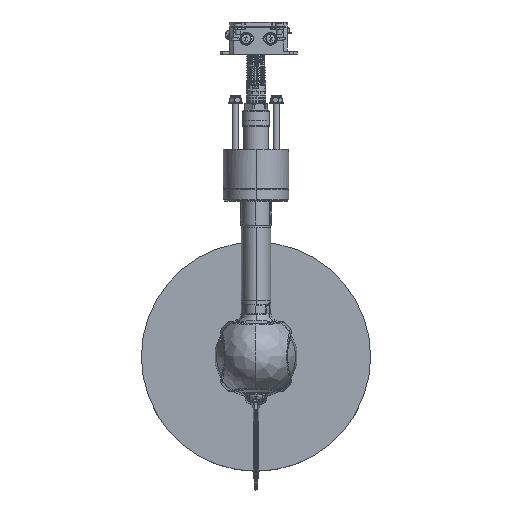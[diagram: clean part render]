
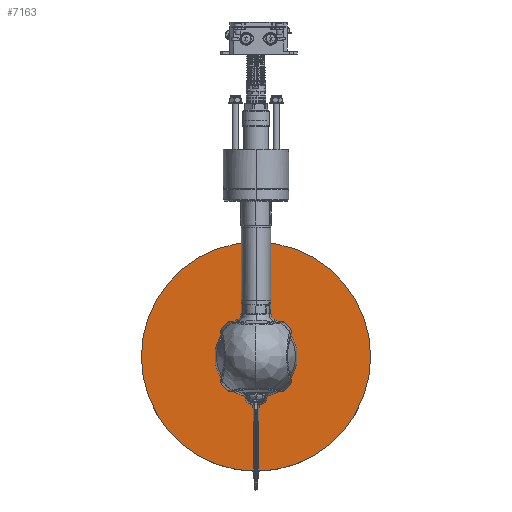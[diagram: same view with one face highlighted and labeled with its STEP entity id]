
A CAD part, top view. The second image highlights one B-rep face of the part: STEP entity #7163.
In plain terms, the highlighted planar face has unit normal (0, 0, 1).
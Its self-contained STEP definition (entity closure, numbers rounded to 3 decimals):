
#1477 = PLANE ( 'NONE',  #53395 ) ;
#4269 = DIRECTION ( 'NONE',  ( 0., 0., -1. ) ) ;
#7163 = ADVANCED_FACE ( 'NONE', ( #92770 ), #1477, .F. ) ;
#8815 = CARTESIAN_POINT ( 'NONE',  ( 0., 139.91, -99.007 ) ) ;
#11240 = DIRECTION ( 'NONE',  ( 0., 1., 0. ) ) ;
#21362 = CIRCLE ( 'NONE', #106261, 140. ) ;
#24571 = VERTEX_POINT ( 'NONE', #8815 ) ;
#27458 = EDGE_CURVE ( 'NONE', #110166, #24571, #30530, .T. ) ;
#30530 = CIRCLE ( 'NONE', #109392, 140. ) ;
#32023 = DIRECTION ( 'NONE',  ( 0., 0., -1. ) ) ;
#38808 = CARTESIAN_POINT ( 'NONE',  ( 0., -140.09, -99.007 ) ) ;
#53395 = AXIS2_PLACEMENT_3D ( 'NONE', #111591, #32023, #11240 ) ;
#56517 = DIRECTION ( 'NONE',  ( 0., 0., -1. ) ) ;
#57272 = EDGE_LOOP ( 'NONE', ( #57880, #86179 ) ) ;
#57880 = ORIENTED_EDGE ( 'NONE', *, *, #27458, .F. ) ;
#60119 = CARTESIAN_POINT ( 'NONE',  ( 0., -0.09, -99.007 ) ) ;
#64911 = CARTESIAN_POINT ( 'NONE',  ( 0., -0.09, -99.007 ) ) ;
#81336 = DIRECTION ( 'NONE',  ( 0., -1., 0. ) ) ;
#83591 = DIRECTION ( 'NONE',  ( 0., -1., 0. ) ) ;
#86179 = ORIENTED_EDGE ( 'NONE', *, *, #101035, .F. ) ;
#92770 = FACE_OUTER_BOUND ( 'NONE', #57272, .T. ) ;
#101035 = EDGE_CURVE ( 'NONE', #24571, #110166, #21362, .T. ) ;
#106261 = AXIS2_PLACEMENT_3D ( 'NONE', #60119, #56517, #81336 ) ;
#109392 = AXIS2_PLACEMENT_3D ( 'NONE', #64911, #4269, #83591 ) ;
#110166 = VERTEX_POINT ( 'NONE', #38808 ) ;
#111591 = CARTESIAN_POINT ( 'NONE',  ( 0., -0.09, -99.007 ) ) ;
